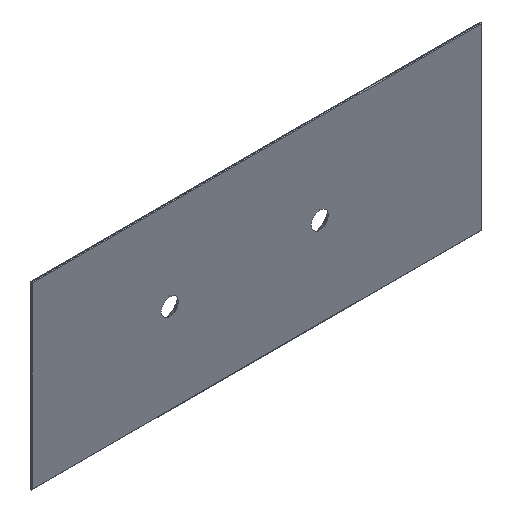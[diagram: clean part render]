
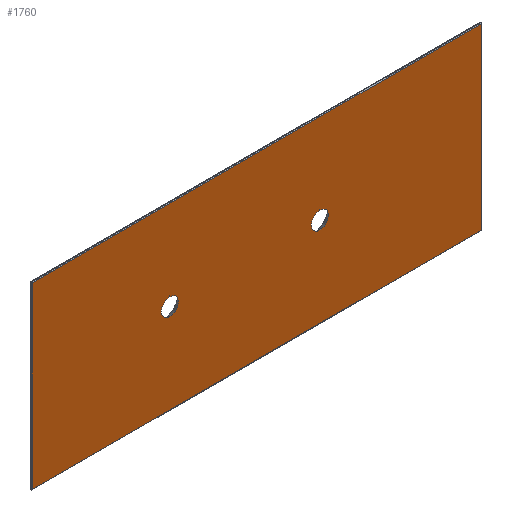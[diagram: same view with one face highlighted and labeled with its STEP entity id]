
A CAD part, isometric view. The second image highlights one B-rep face of the part: STEP entity #1760.
In plain terms, the highlighted planar face has unit normal (0, -1, 0).
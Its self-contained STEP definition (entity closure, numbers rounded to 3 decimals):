
#772=CARTESIAN_POINT('',(149.8,-2.,29.8));
#795=DIRECTION('',(0.,0.,-1.));
#796=VECTOR('',#795,59.6);
#797=CARTESIAN_POINT('',(149.8,-2.,29.8));
#798=LINE('',#797,#796);
#802=DIRECTION('',(1.,0.,0.));
#803=VECTOR('',#802,149.6);
#804=CARTESIAN_POINT('',(0.2,-2.,29.8));
#805=LINE('',#804,#803);
#827=CARTESIAN_POINT('',(45.999,-2.,0.));
#828=DIRECTION('',(0.,1.,0.));
#829=DIRECTION('',(0.,0.,-1.));
#830=AXIS2_PLACEMENT_3D('',#827,#828,#829);
#835=CARTESIAN_POINT('',(45.999,-2.,0.));
#836=DIRECTION('',(0.,1.,0.));
#837=DIRECTION('',(0.,0.,1.));
#838=AXIS2_PLACEMENT_3D('',#835,#836,#837);
#843=CARTESIAN_POINT('',(95.999,-2.,0.));
#844=DIRECTION('',(0.,1.,0.));
#845=DIRECTION('',(0.,0.,-1.));
#846=AXIS2_PLACEMENT_3D('',#843,#844,#845);
#851=CARTESIAN_POINT('',(95.999,-2.,0.));
#852=DIRECTION('',(0.,1.,0.));
#853=DIRECTION('',(0.,0.,1.));
#854=AXIS2_PLACEMENT_3D('',#851,#852,#853);
#877=DIRECTION('',(-1.,0.,0.));
#878=VECTOR('',#877,149.6);
#879=CARTESIAN_POINT('',(149.8,-2.,-29.8));
#880=LINE('',#879,#878);
#891=DIRECTION('',(0.,0.,1.));
#892=VECTOR('',#891,59.6);
#893=CARTESIAN_POINT('',(0.2,-2.,-29.8));
#894=LINE('',#893,#892);
#1148=VERTEX_POINT('',#772);
#1200=CARTESIAN_POINT('',(0.2,-2.,-29.8));
#1201=CARTESIAN_POINT('',(0.2,-2.,29.8));
#1202=VERTEX_POINT('',#1200);
#1203=VERTEX_POINT('',#1201);
#1227=CARTESIAN_POINT('',(149.8,-2.,-29.8));
#1228=VERTEX_POINT('',#1227);
#1276=CARTESIAN_POINT('',(45.999,-2.,2.85));
#1278=VERTEX_POINT('',#1276);
#1280=CARTESIAN_POINT('',(45.999,-2.,-2.85));
#1282=VERTEX_POINT('',#1280);
#1284=CARTESIAN_POINT('',(95.999,-2.,2.85));
#1286=VERTEX_POINT('',#1284);
#1288=CARTESIAN_POINT('',(95.999,-2.,-2.85));
#1290=VERTEX_POINT('',#1288);
#1735=CARTESIAN_POINT('',(150.,-2.,-30.));
#1736=DIRECTION('',(0.,-1.,0.));
#1737=DIRECTION('',(0.,0.,-1.));
#1738=AXIS2_PLACEMENT_3D('',#1735,#1736,#1737);
#1739=PLANE('',#1738);
#1740=ORIENTED_EDGE('',*,*,#1727,.T.);
#1741=ORIENTED_EDGE('',*,*,#1716,.T.);
#1743=ORIENTED_EDGE('',*,*,#1742,.T.);
#1745=ORIENTED_EDGE('',*,*,#1744,.T.);
#1746=EDGE_LOOP('',(#1740,#1741,#1743,#1745));
#1747=FACE_OUTER_BOUND('',#1746,.F.);
#1749=ORIENTED_EDGE('',*,*,#1748,.F.);
#1751=ORIENTED_EDGE('',*,*,#1750,.F.);
#1752=EDGE_LOOP('',(#1749,#1751));
#1753=FACE_BOUND('',#1752,.F.);
#1755=ORIENTED_EDGE('',*,*,#1754,.F.);
#1757=ORIENTED_EDGE('',*,*,#1756,.F.);
#1758=EDGE_LOOP('',(#1755,#1757));
#1759=FACE_BOUND('',#1758,.F.);
#1760=ADVANCED_FACE('',(#1747,#1753,#1759),#1739,.T.);
#831=CIRCLE('',#830,2.85);
#839=CIRCLE('',#838,2.85);
#847=CIRCLE('',#846,2.85);
#855=CIRCLE('',#854,2.85);
#1716=EDGE_CURVE('',#1148,#1228,#798,.T.);
#1727=EDGE_CURVE('',#1203,#1148,#805,.T.);
#1742=EDGE_CURVE('',#1228,#1202,#880,.T.);
#1744=EDGE_CURVE('',#1202,#1203,#894,.T.);
#1748=EDGE_CURVE('',#1282,#1278,#831,.T.);
#1750=EDGE_CURVE('',#1278,#1282,#839,.T.);
#1754=EDGE_CURVE('',#1290,#1286,#847,.T.);
#1756=EDGE_CURVE('',#1286,#1290,#855,.T.);
